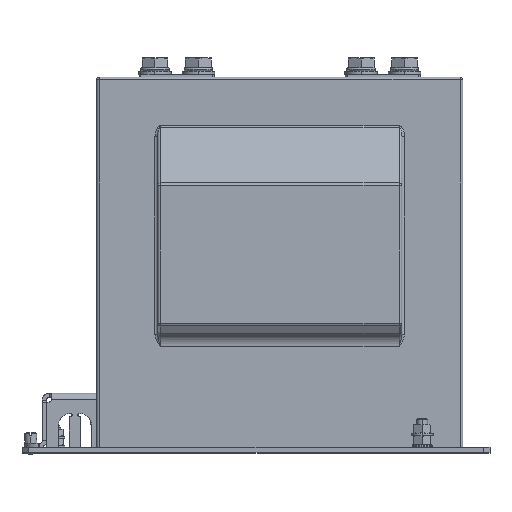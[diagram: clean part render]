
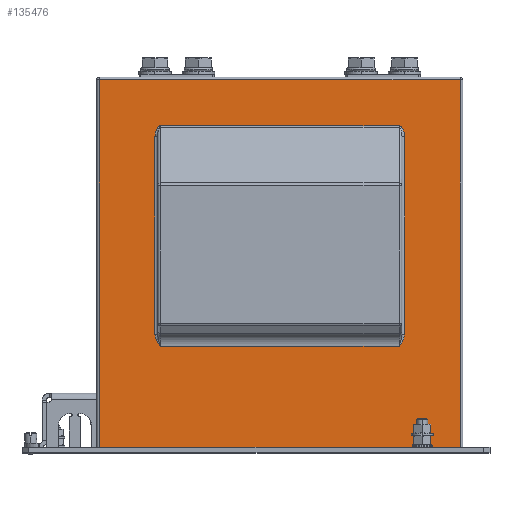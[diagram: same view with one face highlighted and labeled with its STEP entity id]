
A CAD part, top view. The second image highlights one B-rep face of the part: STEP entity #135476.
In plain terms, the highlighted planar face has unit normal (0, 0, 1).
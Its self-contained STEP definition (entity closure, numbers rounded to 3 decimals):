
#4521 = CARTESIAN_POINT ( 'NONE',  ( -88., 74.458, 60. ) ) ;
#10497 = FACE_OUTER_BOUND ( 'NONE', #192968, .T. ) ;
#14242 = CARTESIAN_POINT ( 'NONE',  ( -133., 0., 60. ) ) ;
#17025 = EDGE_CURVE ( 'NONE', #117735, #44516, #144863, .T. ) ;
#18796 = EDGE_CURVE ( 'NONE', #44516, #99727, #167501, .T. ) ;
#20538 = CARTESIAN_POINT ( 'NONE',  ( -89.919, 77.169, 60. ) ) ;
#23752 = EDGE_CURVE ( 'NONE', #201034, #121641, #120909, .T. ) ;
#24880 = CARTESIAN_POINT ( 'NONE',  ( 90., 237.007, 60. ) ) ;
#25917 = CARTESIAN_POINT ( 'NONE',  ( -88., 74.458, 60. ) ) ;
#27039 = VERTEX_POINT ( 'NONE', #193816 ) ;
#27686 = DIRECTION ( 'NONE',  ( -1., 0., 0. ) ) ;
#30329 = EDGE_CURVE ( 'NONE', #136033, #197819, #131407, .T. ) ;
#36492 = CARTESIAN_POINT ( 'NONE',  ( -91.039, 79.377, 60. ) ) ;
#37276 = CARTESIAN_POINT ( 'NONE',  ( 92., 83.402, 60. ) ) ;
#38676 = CARTESIAN_POINT ( 'NONE',  ( -92., 83.402, 60. ) ) ;
#42330 = CARTESIAN_POINT ( 'NONE',  ( -135., 0., 60. ) ) ;
#44516 = VERTEX_POINT ( 'NONE', #82724 ) ;
#47059 = VECTOR ( 'NONE', #96014, 1000. ) ;
#49977 = CARTESIAN_POINT ( 'NONE',  ( 88., 237.007, 60. ) ) ;
#50399 = DIRECTION ( 'NONE',  ( 0., 0., -1. ) ) ;
#52446 = CARTESIAN_POINT ( 'NONE',  ( -91.5, 80.539, 60. ) ) ;
#53213 = CARTESIAN_POINT ( 'NONE',  ( 91.5, 80.539, 60. ) ) ;
#53478 = LINE ( 'NONE', #82981, #58465 ) ;
#56514 = DIRECTION ( 'NONE',  ( 0., 1., 0. ) ) ;
#58317 = DIRECTION ( 'NONE',  ( 1., 0., 0. ) ) ;
#58465 = VECTOR ( 'NONE', #98906, 1000. ) ;
#62978 = CARTESIAN_POINT ( 'NONE',  ( 90.343, 237.007, 60. ) ) ;
#68072 = ORIENTED_EDGE ( 'NONE', *, *, #192825, .T. ) ;
#68402 = CARTESIAN_POINT ( 'NONE',  ( -92., 82.56, 60. ) ) ;
#69152 = CARTESIAN_POINT ( 'NONE',  ( 91.039, 79.377, 60. ) ) ;
#69504 = VECTOR ( 'NONE', #58317, 1000. ) ;
#69725 = CARTESIAN_POINT ( 'NONE',  ( -133., 0., 60. ) ) ;
#70410 = DIRECTION ( 'NONE',  ( 0., -1., 0. ) ) ;
#71618 = ORIENTED_EDGE ( 'NONE', *, *, #168871, .T. ) ;
#72557 = ORIENTED_EDGE ( 'NONE', *, *, #30329, .T. ) ;
#72775 = ORIENTED_EDGE ( 'NONE', *, *, #164400, .T. ) ;
#74833 = ORIENTED_EDGE ( 'NONE', *, *, #17025, .T. ) ;
#77446 = LINE ( 'NONE', #148536, #161834 ) ;
#78748 = VECTOR ( 'NONE', #56514, 1000. ) ;
#81444 = CARTESIAN_POINT ( 'NONE',  ( 133., 0., 60. ) ) ;
#82670 = VERTEX_POINT ( 'NONE', #49977 ) ;
#82724 = CARTESIAN_POINT ( 'NONE',  ( 88., 74.458, 60. ) ) ;
#82981 = CARTESIAN_POINT ( 'NONE',  ( 92., 74.458, 60. ) ) ;
#85095 = CARTESIAN_POINT ( 'NONE',  ( 89.919, 77.169, 60. ) ) ;
#87504 = EDGE_CURVE ( 'NONE', #82670, #27039, #90023, .T. ) ;
#88721 = DIRECTION ( 'NONE',  ( 1., 0., 0. ) ) ;
#90023 =( BOUNDED_CURVE ( )  B_SPLINE_CURVE ( 3, ( #173913, #62978, #189857, #94854 ),
 .UNSPECIFIED., .F., .F. ) 
 B_SPLINE_CURVE_WITH_KNOTS ( ( 4, 4 ),
 ( 3.142, 4.712 ),
 .UNSPECIFIED. ) 
 CURVE ( )  GEOMETRIC_REPRESENTATION_ITEM ( )  RATIONAL_B_SPLINE_CURVE ( ( 1., 0.805, 0.805, 1. ) ) 
 REPRESENTATION_ITEM ( '' )  );
#94854 = CARTESIAN_POINT ( 'NONE',  ( 92., 229.007, 60. ) ) ;
#96014 = DIRECTION ( 'NONE',  ( 0., 1., 0. ) ) ;
#96854 = CARTESIAN_POINT ( 'NONE',  ( -92., 229.007, 60. ) ) ;
#98906 = DIRECTION ( 'NONE',  ( 0., -1., 0. ) ) ;
#99593 = CARTESIAN_POINT ( 'NONE',  ( -88.958, 75.813, 60. ) ) ;
#99727 = VERTEX_POINT ( 'NONE', #25917 ) ;
#101017 = CARTESIAN_POINT ( 'NONE',  ( 88., 74.458, 60. ) ) ;
#103852 = CARTESIAN_POINT ( 'NONE',  ( -92., 233.693, 60. ) ) ;
#107913 = ORIENTED_EDGE ( 'NONE', *, *, #23752, .T. ) ;
#113442 = CARTESIAN_POINT ( 'NONE',  ( 0., 0., 60. ) ) ;
#116297 = CARTESIAN_POINT ( 'NONE',  ( 91.857, 81.742, 60. ) ) ;
#116543 =( BOUNDED_CURVE ( )  B_SPLINE_CURVE ( 3, ( #120536, #103852, #167755, #136524 ),
 .UNSPECIFIED., .F., .T. ) 
 B_SPLINE_CURVE_WITH_KNOTS ( ( 4, 4 ),
 ( 4.712, 6.283 ),
 .UNSPECIFIED. ) 
 CURVE ( )  GEOMETRIC_REPRESENTATION_ITEM ( )  RATIONAL_B_SPLINE_CURVE ( ( 1., 0.805, 0.805, 1. ) ) 
 REPRESENTATION_ITEM ( '' )  );
#117399 = ORIENTED_EDGE ( 'NONE', *, *, #18796, .T. ) ;
#117735 = VERTEX_POINT ( 'NONE', #151608 ) ;
#117755 = EDGE_LOOP ( 'NONE', ( #117399, #72775, #72557, #71618, #148233, #147620, #119845, #74833 ) ) ;
#119597 = CARTESIAN_POINT ( 'NONE',  ( 133., 0., 60. ) ) ;
#119845 = ORIENTED_EDGE ( 'NONE', *, *, #133991, .T. ) ;
#120536 = CARTESIAN_POINT ( 'NONE',  ( -92., 229.007, 60. ) ) ;
#120909 = LINE ( 'NONE', #119597, #78748 ) ;
#121641 = VERTEX_POINT ( 'NONE', #124690 ) ;
#121796 = VECTOR ( 'NONE', #70410, 1000. ) ;
#124690 = CARTESIAN_POINT ( 'NONE',  ( 133., 271., 60. ) ) ;
#125294 = VECTOR ( 'NONE', #27686, 1000. ) ;
#131407 = LINE ( 'NONE', #143177, #47059 ) ;
#131524 = CARTESIAN_POINT ( 'NONE',  ( -90.863, 79.003, 60. ) ) ;
#133991 = EDGE_CURVE ( 'NONE', #27039, #117735, #53478, .T. ) ;
#135476 = ADVANCED_FACE ( 'NONE', ( #174289, #10497 ), #145373, .F. ) ;
#136033 = VERTEX_POINT ( 'NONE', #38676 ) ;
#136524 = CARTESIAN_POINT ( 'NONE',  ( -88., 237.007, 60. ) ) ;
#138714 = CARTESIAN_POINT ( 'NONE',  ( 90., 74.458, 60. ) ) ;
#143177 = CARTESIAN_POINT ( 'NONE',  ( -92., 0., 60. ) ) ;
#144863 = B_SPLINE_CURVE_WITH_KNOTS ( 'NONE', 3,
 ( #37276, #195332, #116297, #53213, #164217, #69152, #180086, #85095, #196011, #101017 ),
 .UNSPECIFIED., .F., .F.,
 ( 4, 2, 2, 2, 4 ),
 ( 0., 0.002, 0.004, 0.005, 0.01 ),
 .UNSPECIFIED. ) ;
#145373 = PLANE ( 'NONE',  #185148 ) ;
#147462 = CARTESIAN_POINT ( 'NONE',  ( -91.357, 80.144, 60. ) ) ;
#147620 = ORIENTED_EDGE ( 'NONE', *, *, #87504, .T. ) ;
#148233 = ORIENTED_EDGE ( 'NONE', *, *, #151313, .T. ) ;
#148536 = CARTESIAN_POINT ( 'NONE',  ( 0., 271., 60. ) ) ;
#149137 = VECTOR ( 'NONE', #88721, 1000. ) ;
#149470 = B_SPLINE_CURVE_WITH_KNOTS ( 'NONE', 3,
 ( #4521, #99593, #20538, #131524, #36492, #147462, #52446, #163411, #68402, #179316 ),
 .UNSPECIFIED., .F., .F.,
 ( 4, 2, 2, 2, 4 ),
 ( 0., 0.005, 0.006, 0.007, 0.01 ),
 .UNSPECIFIED. ) ;
#151313 = EDGE_CURVE ( 'NONE', #188811, #82670, #196235, .T. ) ;
#151608 = CARTESIAN_POINT ( 'NONE',  ( 92., 83.402, 60. ) ) ;
#152081 = ORIENTED_EDGE ( 'NONE', *, *, #169832, .T. ) ;
#161351 = DIRECTION ( 'NONE',  ( -1., 0., 0. ) ) ;
#161834 = VECTOR ( 'NONE', #164525, 1000. ) ;
#162313 = VERTEX_POINT ( 'NONE', #14242 ) ;
#163411 = CARTESIAN_POINT ( 'NONE',  ( -91.857, 81.742, 60. ) ) ;
#164003 = LINE ( 'NONE', #69725, #121796 ) ;
#164217 = CARTESIAN_POINT ( 'NONE',  ( 91.357, 80.144, 60. ) ) ;
#164400 = EDGE_CURVE ( 'NONE', #99727, #136033, #149470, .T. ) ;
#164525 = DIRECTION ( 'NONE',  ( -1., 0., 0. ) ) ;
#166132 = CARTESIAN_POINT ( 'NONE',  ( -88., 237.007, 60. ) ) ;
#167501 = LINE ( 'NONE', #138714, #125294 ) ;
#167755 = CARTESIAN_POINT ( 'NONE',  ( -90.343, 237.007, 60. ) ) ;
#168871 = EDGE_CURVE ( 'NONE', #197819, #188811, #116543, .T. ) ;
#169832 = EDGE_CURVE ( 'NONE', #121641, #173712, #77446, .T. ) ;
#173712 = VERTEX_POINT ( 'NONE', #201696 ) ;
#173913 = CARTESIAN_POINT ( 'NONE',  ( 88., 237.007, 60. ) ) ;
#174289 = FACE_BOUND ( 'NONE', #117755, .T. ) ;
#179316 = CARTESIAN_POINT ( 'NONE',  ( -92., 83.402, 60. ) ) ;
#180086 = CARTESIAN_POINT ( 'NONE',  ( 90.863, 79.003, 60. ) ) ;
#180739 = ORIENTED_EDGE ( 'NONE', *, *, #188714, .T. ) ;
#185148 = AXIS2_PLACEMENT_3D ( 'NONE', #113442, #50399, #161351 ) ;
#188714 = EDGE_CURVE ( 'NONE', #173712, #162313, #164003, .T. ) ;
#188811 = VERTEX_POINT ( 'NONE', #166132 ) ;
#189857 = CARTESIAN_POINT ( 'NONE',  ( 92., 233.693, 60. ) ) ;
#192825 = EDGE_CURVE ( 'NONE', #162313, #201034, #196038, .T. ) ;
#192968 = EDGE_LOOP ( 'NONE', ( #68072, #107913, #152081, #180739 ) ) ;
#193816 = CARTESIAN_POINT ( 'NONE',  ( 92., 229.007, 60. ) ) ;
#195332 = CARTESIAN_POINT ( 'NONE',  ( 92., 82.56, 60. ) ) ;
#196011 = CARTESIAN_POINT ( 'NONE',  ( 88.959, 75.814, 60. ) ) ;
#196038 = LINE ( 'NONE', #42330, #69504 ) ;
#196235 = LINE ( 'NONE', #24880, #149137 ) ;
#197819 = VERTEX_POINT ( 'NONE', #96854 ) ;
#201034 = VERTEX_POINT ( 'NONE', #81444 ) ;
#201696 = CARTESIAN_POINT ( 'NONE',  ( -133., 271., 60. ) ) ;
